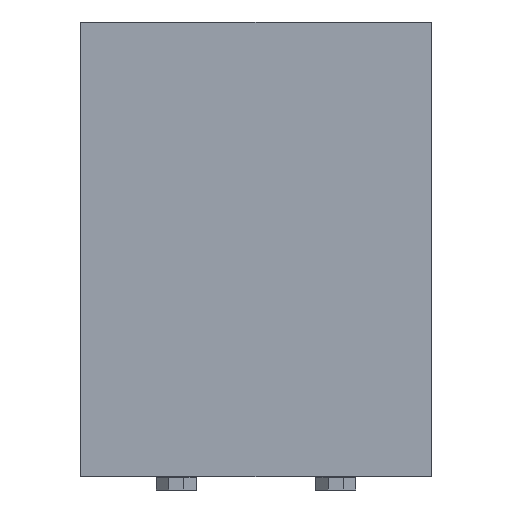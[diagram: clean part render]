
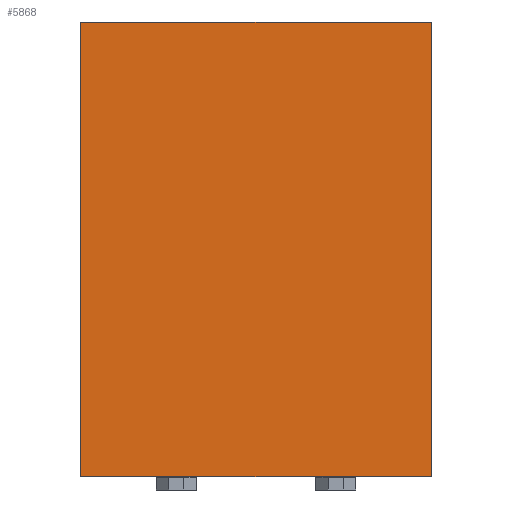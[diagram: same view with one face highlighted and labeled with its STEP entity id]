
A CAD part, left-side view. The second image highlights one B-rep face of the part: STEP entity #5868.
In plain terms, the highlighted face is planar.
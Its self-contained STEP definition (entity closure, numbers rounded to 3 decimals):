
#406=ORIENTED_EDGE('',*,*,#2210,.T.);
#407=ORIENTED_EDGE('',*,*,#2211,.T.);
#408=ORIENTED_EDGE('',*,*,#2212,.T.);
#409=ORIENTED_EDGE('',*,*,#2209,.T.);
#2209=EDGE_CURVE('',#3109,#3111,#3691,.T.);
#2210=EDGE_CURVE('',#3111,#3112,#3692,.T.);
#2211=EDGE_CURVE('',#3112,#3113,#3693,.T.);
#2212=EDGE_CURVE('',#3113,#3109,#3694,.T.);
#3109=VERTEX_POINT('',#8494);
#3111=VERTEX_POINT('',#8498);
#3112=VERTEX_POINT('',#8502);
#3113=VERTEX_POINT('',#8504);
#3691=LINE('',#8499,#4333);
#3692=LINE('',#8501,#4334);
#3693=LINE('',#8503,#4335);
#3694=LINE('',#8505,#4336);
#4333=VECTOR('',#6792,1000.);
#4334=VECTOR('',#6795,1000.);
#4335=VECTOR('',#6796,1000.);
#4336=VECTOR('',#6797,1000.);
#4970=EDGE_LOOP('',(#406,#407,#408,#409));
#5310=FACE_BOUND('',#4970,.T.);
#5650=PLANE('',#6252);
#5868=ADVANCED_FACE('',(#5310),#5650,.T.);
#6252=AXIS2_PLACEMENT_3D('',#8500,#6793,#6794);
#6792=DIRECTION('',(-1.,0.,0.));
#6793=DIRECTION('',(0.,1.,0.));
#6794=DIRECTION('',(0.,0.,1.));
#6795=DIRECTION('',(0.,0.,1.));
#6796=DIRECTION('',(1.,0.,0.));
#6797=DIRECTION('',(0.,0.,-1.));
#8494=CARTESIAN_POINT('',(2.79,2.54,-3.62));
#8498=CARTESIAN_POINT('',(-2.79,2.54,-3.62));
#8499=CARTESIAN_POINT('',(2.79,2.54,-3.62));
#8500=CARTESIAN_POINT('',(0.,2.54,0.));
#8501=CARTESIAN_POINT('',(-2.79,2.54,-3.62));
#8502=CARTESIAN_POINT('',(-2.79,2.54,3.62));
#8503=CARTESIAN_POINT('',(-2.79,2.54,3.62));
#8504=CARTESIAN_POINT('',(2.79,2.54,3.62));
#8505=CARTESIAN_POINT('',(2.79,2.54,3.62));
